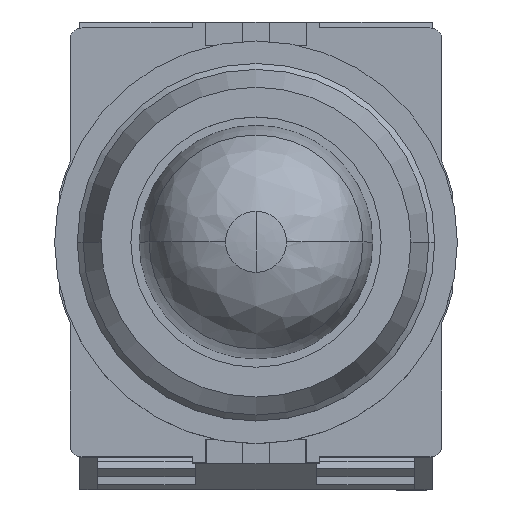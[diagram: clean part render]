
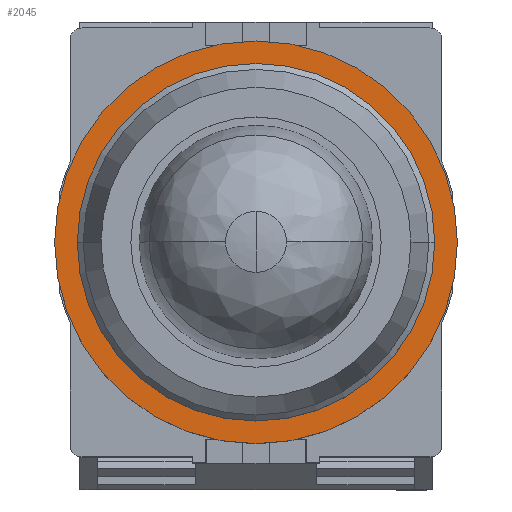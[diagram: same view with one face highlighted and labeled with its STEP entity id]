
A CAD part, top view. The second image highlights one B-rep face of the part: STEP entity #2045.
In plain terms, the highlighted planar face has unit normal (0, 0, 1).
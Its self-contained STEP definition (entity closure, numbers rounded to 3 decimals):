
#27 = DIRECTION ( 'NONE',  ( 0., 0., 1. ) ) ;
#220 = DIRECTION ( 'NONE',  ( 0., 0., 1. ) ) ;
#355 = AXIS2_PLACEMENT_3D ( 'NONE', #4501, #8758, #13013 ) ;
#391 = AXIS2_PLACEMENT_3D ( 'NONE', #9580, #27, #4272 ) ;
#505 = EDGE_CURVE ( 'NONE', #897, #11689, #12598, .T. ) ;
#897 = VERTEX_POINT ( 'NONE', #6545 ) ;
#1077 = FACE_OUTER_BOUND ( 'NONE', #8547, .T. ) ;
#1098 = VERTEX_POINT ( 'NONE', #8079 ) ;
#1243 = ORIENTED_EDGE ( 'NONE', *, *, #9866, .F. ) ;
#1630 = DIRECTION ( 'NONE',  ( 0., 0., 1. ) ) ;
#2045 = ADVANCED_FACE ( 'NONE', ( #10625, #1077 ), #5328, .T. ) ;
#3928 = AXIS2_PLACEMENT_3D ( 'NONE', #11187, #1630, #5882 ) ;
#4049 = CARTESIAN_POINT ( 'NONE',  ( 16.9, 0., 1.5 ) ) ;
#4166 = ORIENTED_EDGE ( 'NONE', *, *, #505, .T. ) ;
#4272 = DIRECTION ( 'NONE',  ( 1., 0., 0. ) ) ;
#4462 = DIRECTION ( 'NONE',  ( -1., 0., 0. ) ) ;
#4501 = CARTESIAN_POINT ( 'NONE',  ( 0., 0., 1.5 ) ) ;
#5139 = CARTESIAN_POINT ( 'NONE',  ( 0., 0., 1.5 ) ) ;
#5328 = PLANE ( 'NONE',  #391 ) ;
#5716 = ORIENTED_EDGE ( 'NONE', *, *, #7658, .F. ) ;
#5882 = DIRECTION ( 'NONE',  ( -1., 0., 0. ) ) ;
#6098 = AXIS2_PLACEMENT_3D ( 'NONE', #9768, #220, #4462 ) ;
#6359 = CIRCLE ( 'NONE', #355, 12.75 ) ;
#6545 = CARTESIAN_POINT ( 'NONE',  ( -16.9, 0., 1.5 ) ) ;
#6583 = AXIS2_PLACEMENT_3D ( 'NONE', #5139, #9388, #13653 ) ;
#7658 = EDGE_CURVE ( 'NONE', #1098, #9084, #12107, .T. ) ;
#7882 = EDGE_LOOP ( 'NONE', ( #5716, #1243 ) ) ;
#8079 = CARTESIAN_POINT ( 'NONE',  ( -12.75, 0., 1.5 ) ) ;
#8547 = EDGE_LOOP ( 'NONE', ( #4166, #9211 ) ) ;
#8758 = DIRECTION ( 'NONE',  ( 0., 0., 1. ) ) ;
#9084 = VERTEX_POINT ( 'NONE', #10976 ) ;
#9211 = ORIENTED_EDGE ( 'NONE', *, *, #10391, .T. ) ;
#9388 = DIRECTION ( 'NONE',  ( 0., 0., 1. ) ) ;
#9580 = CARTESIAN_POINT ( 'NONE',  ( -17.103, -17.103, 1.5 ) ) ;
#9768 = CARTESIAN_POINT ( 'NONE',  ( 0., 0., 1.5 ) ) ;
#9866 = EDGE_CURVE ( 'NONE', #9084, #1098, #6359, .T. ) ;
#9941 = CIRCLE ( 'NONE', #3928, 16.9 ) ;
#10391 = EDGE_CURVE ( 'NONE', #11689, #897, #9941, .T. ) ;
#10625 = FACE_BOUND ( 'NONE', #7882, .T. ) ;
#10976 = CARTESIAN_POINT ( 'NONE',  ( 12.75, 0., 1.5 ) ) ;
#11187 = CARTESIAN_POINT ( 'NONE',  ( 0., 0., 1.5 ) ) ;
#11689 = VERTEX_POINT ( 'NONE', #4049 ) ;
#12107 = CIRCLE ( 'NONE', #6098, 12.75 ) ;
#12598 = CIRCLE ( 'NONE', #6583, 16.9 ) ;
#13013 = DIRECTION ( 'NONE',  ( -1., 0., 0. ) ) ;
#13653 = DIRECTION ( 'NONE',  ( -1., 0., 0. ) ) ;
